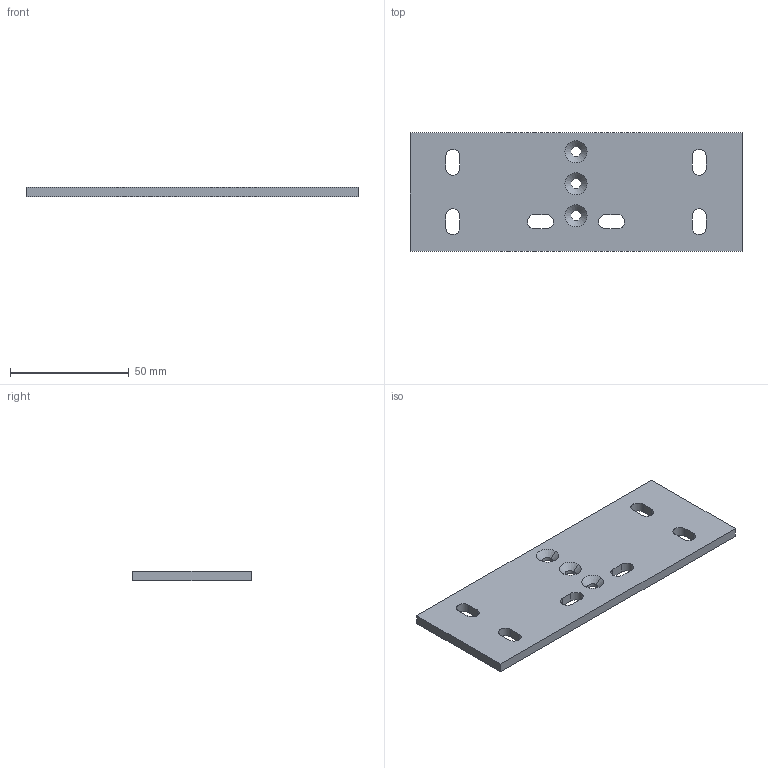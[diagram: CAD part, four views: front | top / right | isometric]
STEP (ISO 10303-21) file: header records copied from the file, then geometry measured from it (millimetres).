
FILE_DESCRIPTION (( 'STEP AP214' ), '1' );
FILE_NAME ('ALTICN-003-A-SUPPORT-CAMERA.STEP', '2020-10-21T14:27:32', ( '' ), ( '' ), 'SwSTEP 2.0', 'SolidWorks 2020', '' );
FILE_SCHEMA (( 'AUTOMOTIVE_DESIGN' ));
Length unit declared in the file: millimetre
Products named in the file (1): ALTICN-003-A-SUPPORT-CAMERA
Bounding box: 140 x 50 x 4 mm (x, y, z)
Volume: 26243.3 mm3; surface area: 15552.9 mm2
Topology: 1 solids, 1 shells, 44 faces, 120 edges, 78 vertices
Faces by surface type: cylinder 20, plane 18, cone 6
Entity records: 1472 total; most frequent: DIRECTION 256, CARTESIAN_POINT 243, ORIENTED_EDGE 240, EDGE_CURVE 120, AXIS2_PLACEMENT_3D 91, VERTEX_POINT 78, LINE 74, VECTOR 74
